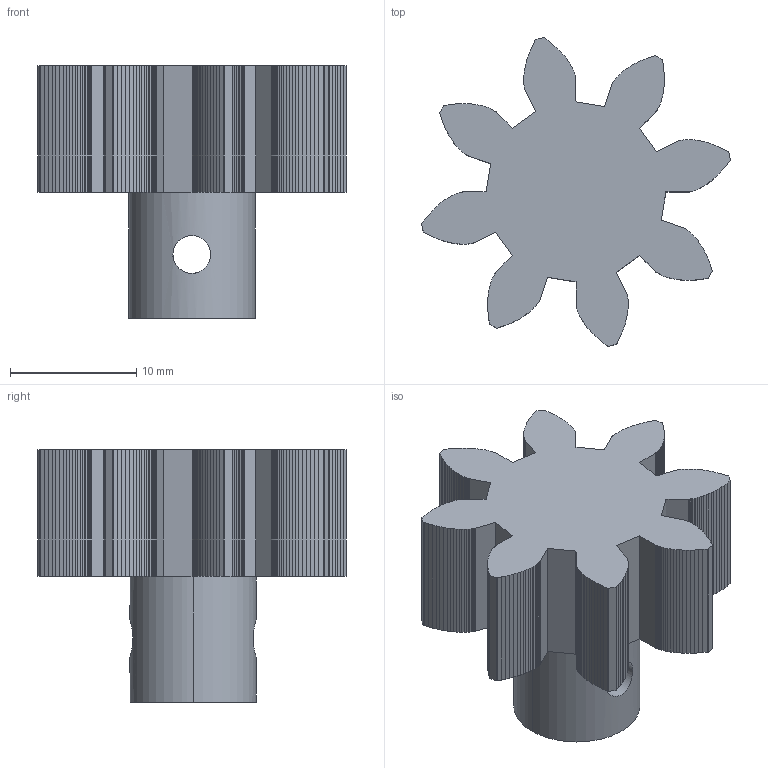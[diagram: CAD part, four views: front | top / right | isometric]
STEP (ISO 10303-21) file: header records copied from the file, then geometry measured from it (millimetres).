
FILE_DESCRIPTION(/* description */ (''),/* implementation_level */ '2;1');
FILE_NAME(/* name */ 'shy-mirror-v2',/* time_stamp */ '2024-10-26T12:45:43+01:00',/* author */ (''),/* organization */ (''),/* preprocessor_version */ 'ST-DEVELOPER v16.5',/* originating_system */ 'Rhino 7.37',/* authorisation */ '');
FILE_SCHEMA (('CONFIG_CONTROL_DESIGN'));
Length unit declared in the file: centimetre
Products named in the file (1): Document
Bounding box: 24.47 x 24.47 x 19.99 mm (x, y, z)
Volume: 3559.3 mm3; surface area: 2411.9 mm2
Topology: 2 solids, 2 shells, 413 faces, 1230 edges, 820 vertices
Faces by surface type: plane 390, bspline 16, cylinder 7
Entity records: 12381 total; most frequent: CARTESIAN_POINT 4099, ORIENTED_EDGE 2460, EDGE_CURVE 1230, B_SPLINE_CURVE_WITH_KNOTS 1222, VERTEX_POINT 820, EDGE_LOOP 418, ADVANCED_FACE 413, FACE_OUTER_BOUND 413
